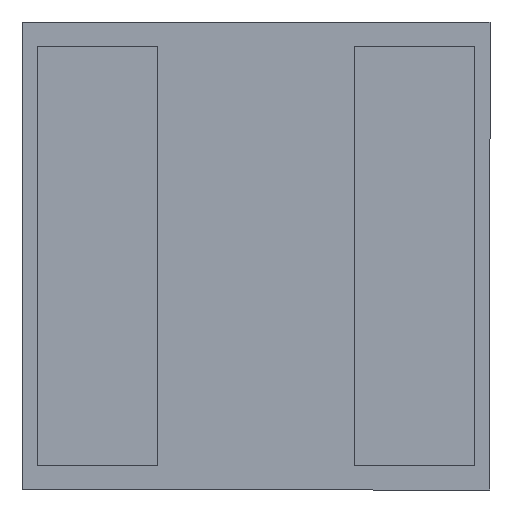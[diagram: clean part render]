
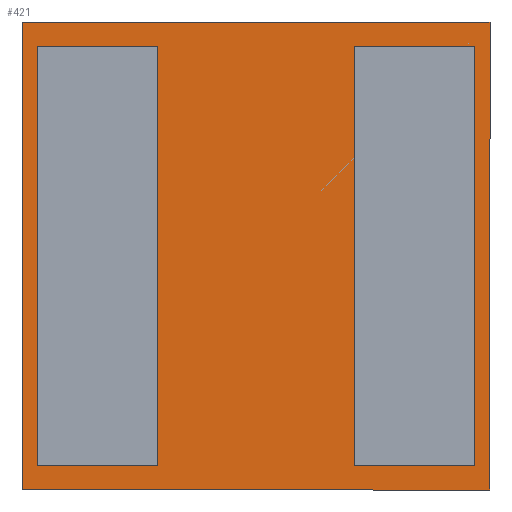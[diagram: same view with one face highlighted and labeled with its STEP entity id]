
A CAD part, front view. The second image highlights one B-rep face of the part: STEP entity #421.
In plain terms, the highlighted planar face has unit normal (0, -1, 0).
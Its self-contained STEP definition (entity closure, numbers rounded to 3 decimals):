
#91 = CARTESIAN_POINT ( 'NONE',  ( -1.5, 0.05, 1.5 ) ) ;
#117 = VERTEX_POINT ( 'NONE', #826 ) ;
#126 = VERTEX_POINT ( 'NONE', #249 ) ;
#156 = CARTESIAN_POINT ( 'NONE',  ( 1.5, 0.05, 1.5 ) ) ;
#182 = LINE ( 'NONE', #91, #789 ) ;
#227 = DIRECTION ( 'NONE',  ( 0., 1., 0. ) ) ;
#238 = PLANE ( 'NONE',  #242 ) ;
#242 = AXIS2_PLACEMENT_3D ( 'NONE', #875, #227, #1047 ) ;
#243 = EDGE_CURVE ( 'NONE', #526, #360, #611, .T. ) ;
#248 = ORIENTED_EDGE ( 'NONE', *, *, #721, .F. ) ;
#249 = CARTESIAN_POINT ( 'NONE',  ( -1.5, 0.05, -1.5 ) ) ;
#253 = EDGE_CURVE ( 'NONE', #126, #117, #182, .T. ) ;
#323 = FACE_OUTER_BOUND ( 'NONE', #448, .T. ) ;
#360 = VERTEX_POINT ( 'NONE', #635 ) ;
#421 = ADVANCED_FACE ( 'NONE', ( #323 ), #238, .F. ) ;
#423 = CARTESIAN_POINT ( 'NONE',  ( 1.5, 0.05, 1.5 ) ) ;
#448 = EDGE_LOOP ( 'NONE', ( #776, #712, #658, #248 ) ) ;
#526 = VERTEX_POINT ( 'NONE', #423 ) ;
#598 = LINE ( 'NONE', #1006, #1018 ) ;
#611 = LINE ( 'NONE', #835, #1008 ) ;
#635 = CARTESIAN_POINT ( 'NONE',  ( 1.5, 0.05, -1.5 ) ) ;
#658 = ORIENTED_EDGE ( 'NONE', *, *, #243, .F. ) ;
#704 = DIRECTION ( 'NONE',  ( -1., 0., 0. ) ) ;
#712 = ORIENTED_EDGE ( 'NONE', *, *, #870, .F. ) ;
#721 = EDGE_CURVE ( 'NONE', #117, #526, #1065, .T. ) ;
#776 = ORIENTED_EDGE ( 'NONE', *, *, #253, .F. ) ;
#789 = VECTOR ( 'NONE', #921, 1000. ) ;
#798 = VECTOR ( 'NONE', #981, 1000. ) ;
#826 = CARTESIAN_POINT ( 'NONE',  ( -1.5, 0.05, 1.5 ) ) ;
#835 = CARTESIAN_POINT ( 'NONE',  ( 1.5, 0.05, 1.5 ) ) ;
#840 = DIRECTION ( 'NONE',  ( 0., 0., -1. ) ) ;
#870 = EDGE_CURVE ( 'NONE', #360, #126, #598, .T. ) ;
#875 = CARTESIAN_POINT ( 'NONE',  ( 0., 0.05, 0. ) ) ;
#921 = DIRECTION ( 'NONE',  ( 0., 0., 1. ) ) ;
#981 = DIRECTION ( 'NONE',  ( 1., 0., 0. ) ) ;
#1006 = CARTESIAN_POINT ( 'NONE',  ( 1.5, 0.05, -1.5 ) ) ;
#1008 = VECTOR ( 'NONE', #840, 1000. ) ;
#1018 = VECTOR ( 'NONE', #704, 1000. ) ;
#1047 = DIRECTION ( 'NONE',  ( 0., 0., 1. ) ) ;
#1065 = LINE ( 'NONE', #156, #798 ) ;
